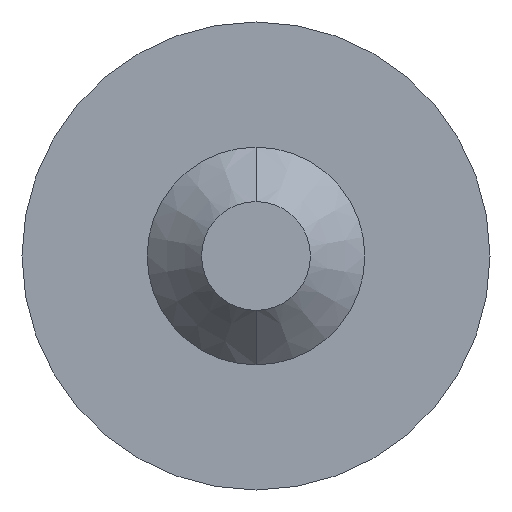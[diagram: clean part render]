
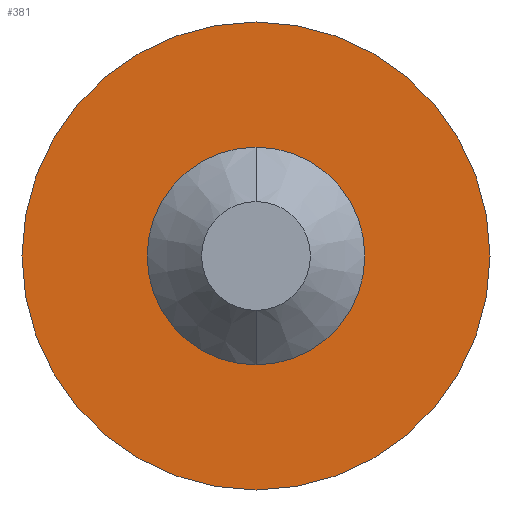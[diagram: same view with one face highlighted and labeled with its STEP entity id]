
A CAD part, front view. The second image highlights one B-rep face of the part: STEP entity #381.
In plain terms, the highlighted planar face has unit normal (0, -1, 0).
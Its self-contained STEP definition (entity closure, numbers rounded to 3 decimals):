
#3 = PLANE ( 'NONE',  #7 ) ;
#7 = AXIS2_PLACEMENT_3D ( 'NONE', #264, #139, #89 ) ;
#11 = CARTESIAN_POINT ( 'NONE',  ( 0., 0., 2.15 ) ) ;
#30 = CIRCLE ( 'NONE', #143, 1. ) ;
#32 = CARTESIAN_POINT ( 'NONE',  ( 0., 0., 0. ) ) ;
#48 = DIRECTION ( 'NONE',  ( 0., -1., 0. ) ) ;
#68 = CARTESIAN_POINT ( 'NONE',  ( 0., 0., -2.15 ) ) ;
#89 = DIRECTION ( 'NONE',  ( 0., 0., -1. ) ) ;
#93 = EDGE_CURVE ( 'NONE', #416, #138, #513, .T. ) ;
#97 = DIRECTION ( 'NONE',  ( 0., 0., -1. ) ) ;
#120 = CARTESIAN_POINT ( 'NONE',  ( 0., 0., 0. ) ) ;
#138 = VERTEX_POINT ( 'NONE', #11 ) ;
#139 = DIRECTION ( 'NONE',  ( 0., -1., 0. ) ) ;
#143 = AXIS2_PLACEMENT_3D ( 'NONE', #32, #326, #432 ) ;
#145 = VERTEX_POINT ( 'NONE', #149 ) ;
#149 = CARTESIAN_POINT ( 'NONE',  ( 0., 0., 1. ) ) ;
#150 = ORIENTED_EDGE ( 'NONE', *, *, #286, .T. ) ;
#177 = CIRCLE ( 'NONE', #471, 1. ) ;
#185 = ORIENTED_EDGE ( 'NONE', *, *, #93, .T. ) ;
#221 = EDGE_CURVE ( 'NONE', #145, #222, #30, .T. ) ;
#222 = VERTEX_POINT ( 'NONE', #558 ) ;
#264 = CARTESIAN_POINT ( 'NONE',  ( 0., 0., 0. ) ) ;
#280 = AXIS2_PLACEMENT_3D ( 'NONE', #309, #48, #350 ) ;
#286 = EDGE_CURVE ( 'NONE', #222, #145, #177, .T. ) ;
#309 = CARTESIAN_POINT ( 'NONE',  ( 0., 0., 0. ) ) ;
#320 = CARTESIAN_POINT ( 'NONE',  ( 0., 0., 0. ) ) ;
#326 = DIRECTION ( 'NONE',  ( 0., 1., 0. ) ) ;
#350 = DIRECTION ( 'NONE',  ( 0., 0., -1. ) ) ;
#374 = EDGE_LOOP ( 'NONE', ( #185, #527 ) ) ;
#377 = EDGE_CURVE ( 'NONE', #138, #416, #392, .T. ) ;
#381 = ADVANCED_FACE ( 'NONE', ( #498, #580 ), #3, .T. ) ;
#392 = CIRCLE ( 'NONE', #280, 2.15 ) ;
#415 = DIRECTION ( 'NONE',  ( 0., -1., 0. ) ) ;
#416 = VERTEX_POINT ( 'NONE', #68 ) ;
#421 = ORIENTED_EDGE ( 'NONE', *, *, #221, .T. ) ;
#432 = DIRECTION ( 'NONE',  ( 0., 0., 1. ) ) ;
#438 = DIRECTION ( 'NONE',  ( 0., 1., 0. ) ) ;
#471 = AXIS2_PLACEMENT_3D ( 'NONE', #120, #438, #491 ) ;
#478 = EDGE_LOOP ( 'NONE', ( #421, #150 ) ) ;
#491 = DIRECTION ( 'NONE',  ( 0., 0., 1. ) ) ;
#498 = FACE_BOUND ( 'NONE', #478, .T. ) ;
#513 = CIRCLE ( 'NONE', #568, 2.15 ) ;
#527 = ORIENTED_EDGE ( 'NONE', *, *, #377, .T. ) ;
#558 = CARTESIAN_POINT ( 'NONE',  ( 0., 0., -1. ) ) ;
#568 = AXIS2_PLACEMENT_3D ( 'NONE', #320, #415, #97 ) ;
#580 = FACE_OUTER_BOUND ( 'NONE', #374, .T. ) ;
